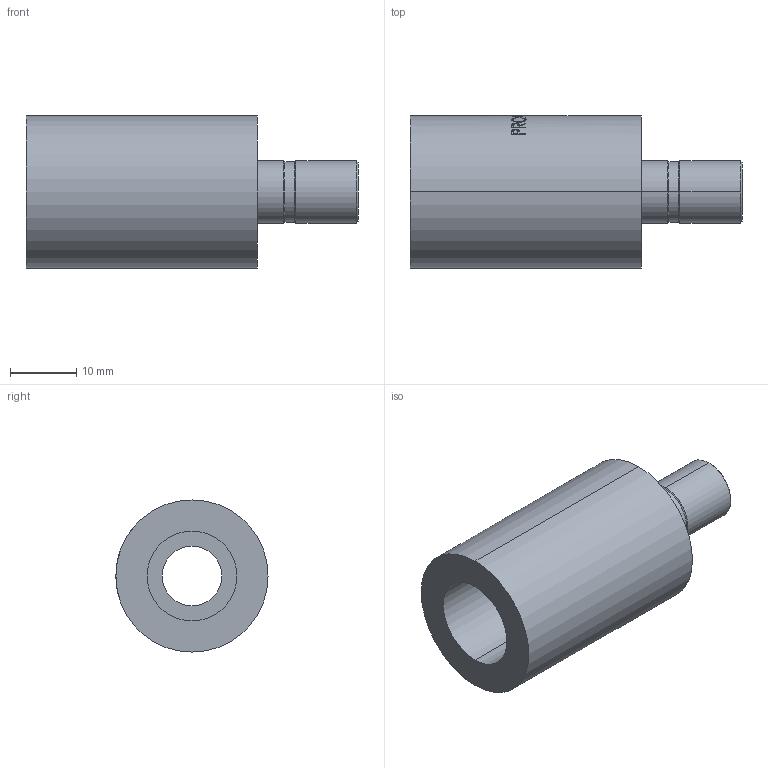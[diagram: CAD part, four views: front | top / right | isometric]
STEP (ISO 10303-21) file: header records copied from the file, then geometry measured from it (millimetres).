
FILE_DESCRIPTION (( 'STEP AP203' ), '1' );
FILE_NAME ('a7ca.STEP', '2022-09-11T15:49:38', ( '' ), ( '' ), 'SwSTEP 2.0', 'SolidWorks 2019', '' );
FILE_SCHEMA (( 'CONFIG_CONTROL_DESIGN' ));
Length unit declared in the file: millimetre
Products named in the file (1): a7ca
Bounding box: 50.2 x 23 x 23 mm (x, y, z)
Volume: 11576.9 mm3; surface area: 5261.4 mm2
Topology: 1 solids, 1 shells, 104 faces, 264 edges, 172 vertices
Faces by surface type: bspline 42, plane 35, cylinder 21, cone 6
Entity records: 6808 total; most frequent: CARTESIAN_POINT 4550, ORIENTED_EDGE 528, DIRECTION 318, EDGE_CURVE 264, VERTEX_POINT 172, B_SPLINE_CURVE_WITH_KNOTS 136, AXIS2_PLACEMENT_3D 127, EDGE_LOOP 116
